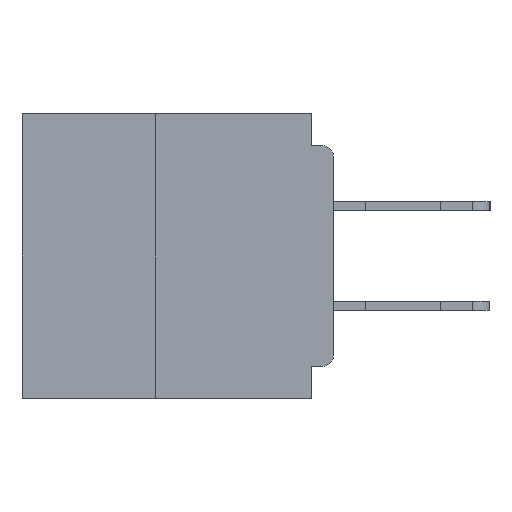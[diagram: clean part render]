
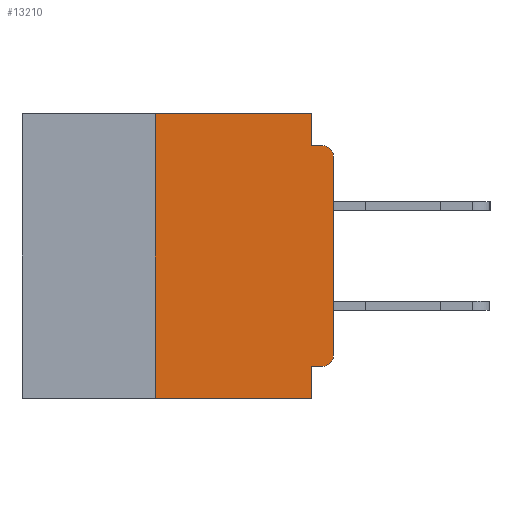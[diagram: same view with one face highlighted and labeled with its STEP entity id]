
A CAD part, left-side view. The second image highlights one B-rep face of the part: STEP entity #13210.
In plain terms, the highlighted planar face has unit normal (-1, 0, 0).
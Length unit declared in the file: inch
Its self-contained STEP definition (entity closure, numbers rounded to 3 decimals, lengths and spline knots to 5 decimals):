
#149 = CARTESIAN_POINT ( 'NONE',  ( 0., 0.25, -0.4 ) ) ;
#1326 = VERTEX_POINT ( 'NONE', #25444 ) ;
#1467 = LINE ( 'NONE', #45971, #48349 ) ;
#1752 = LINE ( 'NONE', #26106, #45766 ) ;
#1857 = ORIENTED_EDGE ( 'NONE', *, *, #39139, .T. ) ;
#2933 = CARTESIAN_POINT ( 'NONE',  ( 0., 0., -0.355 ) ) ;
#3249 = ORIENTED_EDGE ( 'NONE', *, *, #43625, .F. ) ;
#3688 = CARTESIAN_POINT ( 'NONE',  ( 0., 0.015, -0.34 ) ) ;
#4002 = DIRECTION ( 'NONE',  ( 0., 0., -1. ) ) ;
#6235 = LINE ( 'NONE', #55821, #18343 ) ;
#6835 = ORIENTED_EDGE ( 'NONE', *, *, #15987, .F. ) ;
#7071 = VECTOR ( 'NONE', #12393, 39.37008 ) ;
#7757 = VERTEX_POINT ( 'NONE', #42406 ) ;
#8214 = CARTESIAN_POINT ( 'NONE',  ( 0., 0., -0.045 ) ) ;
#8270 = DIRECTION ( 'NONE',  ( 0., 0., -1. ) ) ;
#8711 = EDGE_LOOP ( 'NONE', ( #42988, #48678, #3249, #15347, #45155, #34508, #17532, #6835, #48737, #1857 ) ) ;
#8848 = PLANE ( 'NONE',  #51832 ) ;
#8987 = CARTESIAN_POINT ( 'NONE',  ( 0., 0.031, -0.4 ) ) ;
#12222 = VECTOR ( 'NONE', #22678, 39.37008 ) ;
#12357 = CARTESIAN_POINT ( 'NONE',  ( 0., 0.015, -0.045 ) ) ;
#12393 = DIRECTION ( 'NONE',  ( 0., -1., 0. ) ) ;
#12517 = CIRCLE ( 'NONE', #43501, 0.015 ) ;
#12838 = EDGE_CURVE ( 'NONE', #27333, #33916, #6235, .T. ) ;
#13210 = ADVANCED_FACE ( 'NONE', ( #45235 ), #8848, .F. ) ;
#13389 = CARTESIAN_POINT ( 'NONE',  ( 0., 0.031, 0. ) ) ;
#13395 = DIRECTION ( 'NONE',  ( 0., 0., -1. ) ) ;
#13800 = EDGE_CURVE ( 'NONE', #46927, #43586, #12517, .T. ) ;
#15347 = ORIENTED_EDGE ( 'NONE', *, *, #12838, .F. ) ;
#15987 = EDGE_CURVE ( 'NONE', #24070, #21644, #48434, .T. ) ;
#16412 = EDGE_CURVE ( 'NONE', #20487, #7757, #16480, .T. ) ;
#16480 = LINE ( 'NONE', #21028, #25679 ) ;
#17532 = ORIENTED_EDGE ( 'NONE', *, *, #47291, .T. ) ;
#18343 = VECTOR ( 'NONE', #19594, 39.37008 ) ;
#18841 = DIRECTION ( 'NONE',  ( 0., -1., 0. ) ) ;
#19594 = DIRECTION ( 'NONE',  ( 0., 0., -1. ) ) ;
#20487 = VERTEX_POINT ( 'NONE', #149 ) ;
#21028 = CARTESIAN_POINT ( 'NONE',  ( 0., 0.25, -0.4 ) ) ;
#21644 = VERTEX_POINT ( 'NONE', #36562 ) ;
#21871 = AXIS2_PLACEMENT_3D ( 'NONE', #3688, #35407, #8270 ) ;
#22678 = DIRECTION ( 'NONE',  ( 0., 0., -1. ) ) ;
#22761 = CIRCLE ( 'NONE', #21871, 0.015 ) ;
#23073 = LINE ( 'NONE', #8214, #45747 ) ;
#23294 = EDGE_CURVE ( 'NONE', #7757, #27333, #1467, .T. ) ;
#24070 = VERTEX_POINT ( 'NONE', #56986 ) ;
#25444 = CARTESIAN_POINT ( 'NONE',  ( 0., 0., -0.34 ) ) ;
#25679 = VECTOR ( 'NONE', #34504, 39.37008 ) ;
#26106 = CARTESIAN_POINT ( 'NONE',  ( 0., 0., 0. ) ) ;
#27333 = VERTEX_POINT ( 'NONE', #13389 ) ;
#30473 = CARTESIAN_POINT ( 'NONE',  ( 0., 0.437, -0.4 ) ) ;
#30480 = DIRECTION ( 'NONE',  ( 0., 0., 1. ) ) ;
#31190 = DIRECTION ( 'NONE',  ( -1., 0., 0. ) ) ;
#32276 = CARTESIAN_POINT ( 'NONE',  ( 0., 0., -0.06 ) ) ;
#32549 = VERTEX_POINT ( 'NONE', #37195 ) ;
#33916 = VERTEX_POINT ( 'NONE', #43208 ) ;
#33974 = EDGE_CURVE ( 'NONE', #32549, #24070, #56241, .T. ) ;
#34504 = DIRECTION ( 'NONE',  ( 0., 0., 1. ) ) ;
#34508 = ORIENTED_EDGE ( 'NONE', *, *, #16412, .F. ) ;
#34669 = DIRECTION ( 'NONE',  ( 0., 1., 0. ) ) ;
#35407 = DIRECTION ( 'NONE',  ( -1., 0., 0. ) ) ;
#35815 = EDGE_CURVE ( 'NONE', #1326, #46927, #1752, .T. ) ;
#36562 = CARTESIAN_POINT ( 'NONE',  ( 0., 0.031, -0.4 ) ) ;
#37195 = CARTESIAN_POINT ( 'NONE',  ( 0., 0.015, -0.355 ) ) ;
#39139 = EDGE_CURVE ( 'NONE', #32549, #1326, #22761, .T. ) ;
#40569 = DIRECTION ( 'NONE',  ( 1., 0., 0. ) ) ;
#42406 = CARTESIAN_POINT ( 'NONE',  ( 0., 0.25, 0. ) ) ;
#42988 = ORIENTED_EDGE ( 'NONE', *, *, #35815, .T. ) ;
#43208 = CARTESIAN_POINT ( 'NONE',  ( 0., 0.031, -0.045 ) ) ;
#43259 = LINE ( 'NONE', #30473, #7071 ) ;
#43501 = AXIS2_PLACEMENT_3D ( 'NONE', #58299, #31190, #4002 ) ;
#43586 = VERTEX_POINT ( 'NONE', #12357 ) ;
#43625 = EDGE_CURVE ( 'NONE', #33916, #43586, #23073, .T. ) ;
#45155 = ORIENTED_EDGE ( 'NONE', *, *, #23294, .F. ) ;
#45235 = FACE_OUTER_BOUND ( 'NONE', #8711, .T. ) ;
#45747 = VECTOR ( 'NONE', #53581, 39.37008 ) ;
#45766 = VECTOR ( 'NONE', #30480, 39.37008 ) ;
#45971 = CARTESIAN_POINT ( 'NONE',  ( 0., 0.437, 0. ) ) ;
#46927 = VERTEX_POINT ( 'NONE', #32276 ) ;
#47291 = EDGE_CURVE ( 'NONE', #20487, #21644, #43259, .T. ) ;
#48349 = VECTOR ( 'NONE', #18841, 39.37008 ) ;
#48434 = LINE ( 'NONE', #8987, #12222 ) ;
#48678 = ORIENTED_EDGE ( 'NONE', *, *, #13800, .T. ) ;
#48737 = ORIENTED_EDGE ( 'NONE', *, *, #33974, .F. ) ;
#51832 = AXIS2_PLACEMENT_3D ( 'NONE', #58567, #40569, #13395 ) ;
#53581 = DIRECTION ( 'NONE',  ( 0., -1., 0. ) ) ;
#54805 = VECTOR ( 'NONE', #34669, 39.37008 ) ;
#55821 = CARTESIAN_POINT ( 'NONE',  ( 0., 0.031, 0. ) ) ;
#56241 = LINE ( 'NONE', #2933, #54805 ) ;
#56986 = CARTESIAN_POINT ( 'NONE',  ( 0., 0.031, -0.355 ) ) ;
#58299 = CARTESIAN_POINT ( 'NONE',  ( 0., 0.015, -0.06 ) ) ;
#58567 = CARTESIAN_POINT ( 'NONE',  ( 0., 0.437, 0. ) ) ;
